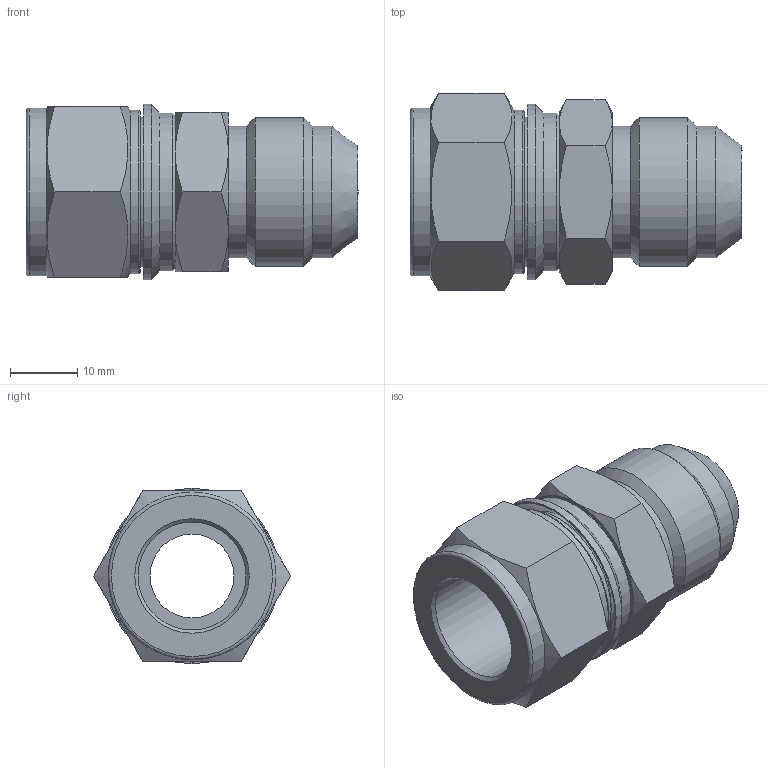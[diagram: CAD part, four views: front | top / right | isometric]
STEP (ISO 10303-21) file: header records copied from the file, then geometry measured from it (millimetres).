
FILE_DESCRIPTION(/* description */ (''),/* implementation_level */ '2;1');
FILE_NAME(/* name */ 'SAUI-10-10U.stp',/* time_stamp */ '2022-04-21T14:02:46+09:00',/* author */ ('user'),/* organization */ (''),/* preprocessor_version */ 'ST-DEVELOPER v18.1',/* originating_system */ 'Autodesk Inventor 2022',/* authorisation */ '');
FILE_SCHEMA (('AUTOMOTIVE_DESIGN { 1 0 10303 214 3 1 1 }'));
Length unit declared in the file: millimetre
Products named in the file (1): SAUI-10-10U
Bounding box: 49.43 x 29.33 x 26.1 mm (x, y, z)
Volume: 13334.8 mm3; surface area: 7667.7 mm2
Topology: 1 solids, 1 shells, 57 faces, 118 edges, 69 vertices
Faces by surface type: cone 23, plane 20, cylinder 12, torus 2
Full cylindrical faces by diameter (mm): 12.5 x1, 16.05 x1, 19.6 x2, 20.4 x1, 20.8 x1, 22.18 x1, 22.22 x1, 23.5 x1, 24.3 x1, 25 x1, 26.1 x1
Entity records: 1496 total; most frequent: CARTESIAN_POINT 317, DIRECTION 245, ORIENTED_EDGE 236, EDGE_CURVE 118, AXIS2_PLACEMENT_3D 105, VERTEX_POINT 69, EDGE_LOOP 65, FACE_OUTER_BOUND 57
